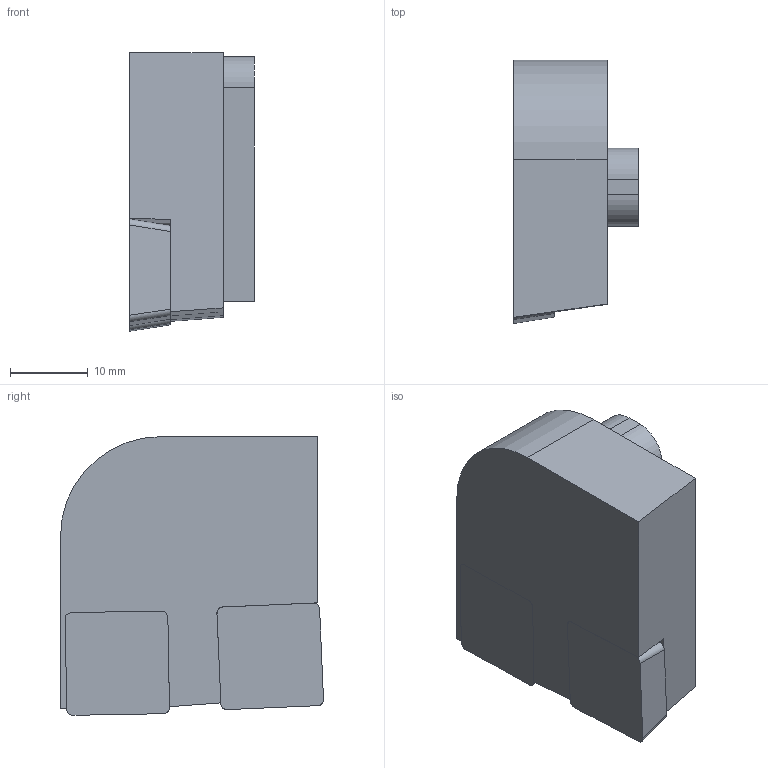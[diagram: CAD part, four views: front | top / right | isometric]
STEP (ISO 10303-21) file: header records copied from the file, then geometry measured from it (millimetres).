
FILE_DESCRIPTION((''),'2;1');
FILE_NAME('1087848700','2020-12-15T08:07:38',('thiemer'),(''),'CREO PARAMETRIC BY PTC INC, 2020053','CREO PARAMETRIC BY PTC INC, 2020053','');
FILE_SCHEMA(('AP242_MANAGED_MODEL_BASED_3D_ENGINEERING_MIM_LF { 1 0 10303 442 1 1 4 }'));
Length unit declared in the file: millimetre
Products named in the file (1): 1087848700
Bounding box: 16 x 33.8 x 35.8 mm (x, y, z)
Volume: 13911.9 mm3; surface area: 5182.8 mm2
Topology: 3 solids, 3 shells, 50 faces, 160 edges, 117 vertices
Faces by surface type: plane 32, cylinder 14, cone 3, sphere 1
Entity records: 2585 total; most frequent: CARTESIAN_POINT 376, DIRECTION 282, ORIENTED_EDGE 252, PRESENTATION_STYLE_ASSIGNMENT 170, STYLED_ITEM 170, CURVE_STYLE 167, EDGE_CURVE 126, VECTOR 120
